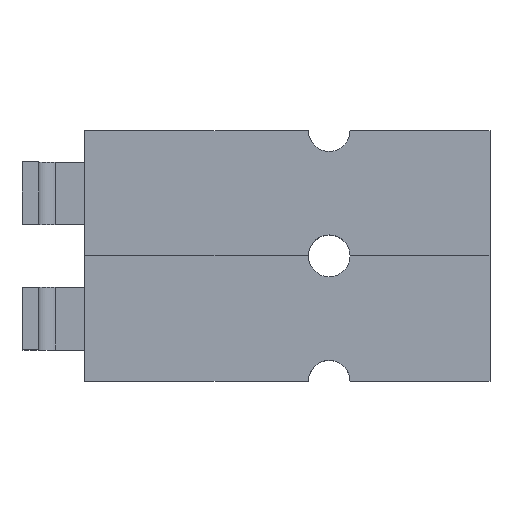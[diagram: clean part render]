
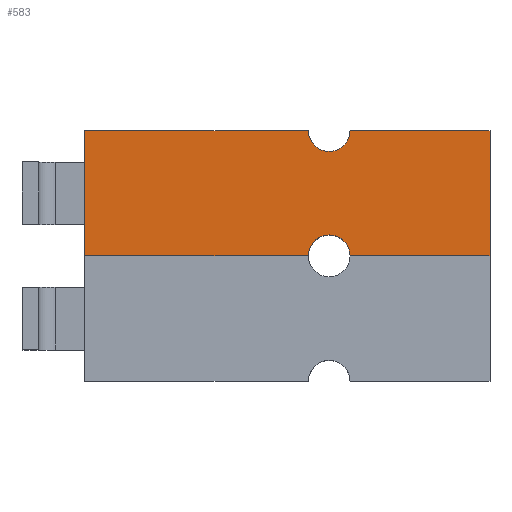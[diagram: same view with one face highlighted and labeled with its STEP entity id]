
A CAD part, top view. The second image highlights one B-rep face of the part: STEP entity #583.
In plain terms, the highlighted planar face has unit normal (0, 0, 1).
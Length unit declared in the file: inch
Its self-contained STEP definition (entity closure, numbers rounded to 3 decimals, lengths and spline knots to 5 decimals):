
#526=CIRCLE('',#1846,0.05);
#527=CIRCLE('',#1847,0.05);
#583=ADVANCED_FACE('',(#707),#647,.T.);
#647=PLANE('',#1848);
#707=FACE_OUTER_BOUND('',#779,.T.);
#779=EDGE_LOOP('',(#1052,#1053,#1054,#1055,#1056,#1057,#1058,#1059));
#1052=ORIENTED_EDGE('',*,*,#1428,.F.);
#1053=ORIENTED_EDGE('',*,*,#1417,.T.);
#1054=ORIENTED_EDGE('',*,*,#1427,.T.);
#1055=ORIENTED_EDGE('',*,*,#1382,.T.);
#1056=ORIENTED_EDGE('',*,*,#1429,.F.);
#1057=ORIENTED_EDGE('',*,*,#1420,.T.);
#1058=ORIENTED_EDGE('',*,*,#1411,.T.);
#1059=ORIENTED_EDGE('',*,*,#1376,.T.);
#1226=VERTEX_POINT('',#2400);
#1227=VERTEX_POINT('',#2402);
#1232=VERTEX_POINT('',#2413);
#1233=VERTEX_POINT('',#2415);
#1256=VERTEX_POINT('',#2471);
#1261=VERTEX_POINT('',#2483);
#1262=VERTEX_POINT('',#2484);
#1263=VERTEX_POINT('',#2489);
#1376=EDGE_CURVE('',#1227,#1226,#1548,.T.);
#1382=EDGE_CURVE('',#1233,#1232,#1554,.T.);
#1411=EDGE_CURVE('',#1256,#1227,#1581,.T.);
#1417=EDGE_CURVE('',#1261,#1262,#1587,.T.);
#1420=EDGE_CURVE('',#1263,#1256,#1590,.T.);
#1427=EDGE_CURVE('',#1262,#1233,#1597,.T.);
#1428=EDGE_CURVE('',#1261,#1226,#526,.T.);
#1429=EDGE_CURVE('',#1263,#1232,#527,.T.);
#1548=LINE('',#2401,#1712);
#1554=LINE('',#2414,#1718);
#1581=LINE('',#2470,#1745);
#1587=LINE('',#2482,#1751);
#1590=LINE('',#2488,#1754);
#1597=LINE('',#2501,#1761);
#1712=VECTOR('',#2047,1.);
#1718=VECTOR('',#2055,1.);
#1745=VECTOR('',#2094,1.);
#1751=VECTOR('',#2102,1.);
#1754=VECTOR('',#2107,1.);
#1761=VECTOR('',#2116,1.);
#1846=AXIS2_PLACEMENT_3D('',#2503,#2119,#2120);
#1847=AXIS2_PLACEMENT_3D('',#2504,#2121,#2122);
#1848=AXIS2_PLACEMENT_3D('',#2505,#2123,#2124);
#2047=DIRECTION('',(-1.,0.,0.));
#2055=DIRECTION('',(1.,0.,0.));
#2094=DIRECTION('',(0.,1.,0.));
#2102=DIRECTION('',(-1.,0.,0.));
#2107=DIRECTION('',(1.,0.,0.));
#2116=DIRECTION('',(0.,-1.,0.));
#2119=DIRECTION('',(0.,0.,1.));
#2120=DIRECTION('',(1.,0.,0.));
#2121=DIRECTION('',(0.,0.,1.));
#2122=DIRECTION('',(1.,0.,0.));
#2123=DIRECTION('',(0.,0.,1.));
#2124=DIRECTION('',(1.,0.,0.));
#2400=CARTESIAN_POINT('',(0.635,0.6,0.31));
#2401=CARTESIAN_POINT('',(0.97,0.6,0.31));
#2402=CARTESIAN_POINT('',(0.97,0.6,0.31));
#2413=CARTESIAN_POINT('',(0.535,0.3,0.31));
#2414=CARTESIAN_POINT('',(0.,0.3,0.31));
#2415=CARTESIAN_POINT('',(0.,0.3,0.31));
#2470=CARTESIAN_POINT('',(0.97,0.3,0.31));
#2471=CARTESIAN_POINT('',(0.97,0.3,0.31));
#2482=CARTESIAN_POINT('',(0.97,0.6,0.31));
#2483=CARTESIAN_POINT('',(0.535,0.6,0.31));
#2484=CARTESIAN_POINT('',(0.,0.6,0.31));
#2488=CARTESIAN_POINT('',(0.,0.3,0.31));
#2489=CARTESIAN_POINT('',(0.635,0.3,0.31));
#2501=CARTESIAN_POINT('',(0.,0.6,0.31));
#2503=CARTESIAN_POINT('',(0.585,0.6,0.31));
#2504=CARTESIAN_POINT('',(0.585,0.3,0.31));
#2505=CARTESIAN_POINT('',(0.,0.,0.31));
